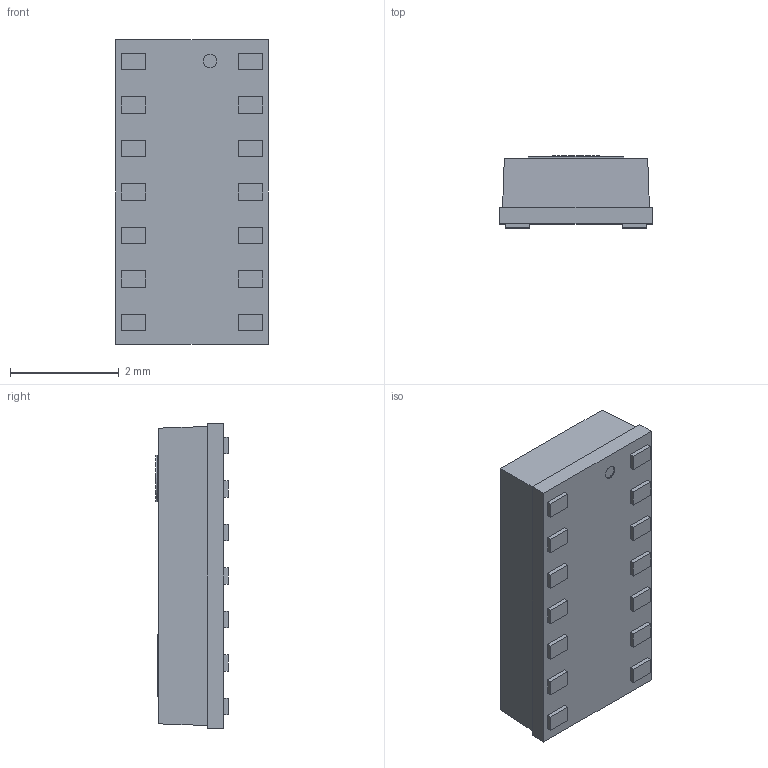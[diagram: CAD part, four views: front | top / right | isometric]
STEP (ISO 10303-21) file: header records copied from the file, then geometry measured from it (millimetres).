
FILE_DESCRIPTION (( 'STEP AP214' ), '1' );
FILE_NAME ('MAX30102EFD+.STEP', '2021-05-07T13:44:52', ( '' ), ( '' ), 'SwSTEP 2.0', 'SolidWorks 2018', '' );
FILE_SCHEMA (( 'AUTOMOTIVE_DESIGN' ));
Length unit declared in the file: millimetre
Products named in the file (1): MAX30102EFD+
Bounding box: 2.8 x 1.33 x 5.6 mm (x, y, z)
Volume: 18.1 mm3; surface area: 56.4 mm2
Topology: 15 solids, 15 shells, 110 faces, 225 edges, 149 vertices
Faces by surface type: plane 108, cylinder 2
Full cylindrical faces by diameter (mm): 0.25 x1, 0.85 x1
Entity records: 3904 total; most frequent: CARTESIAN_POINT 483, DIRECTION 450, ORIENTED_EDGE 446, EDGE_CURVE 223, VECTOR 218, LINE 218, VERTEX_POINT 149, EDGE_LOOP 116
